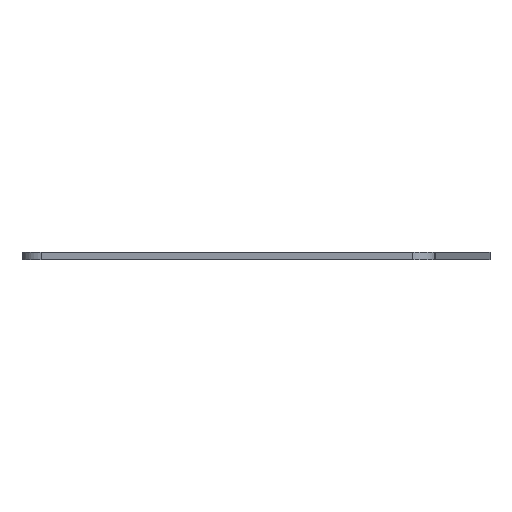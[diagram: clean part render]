
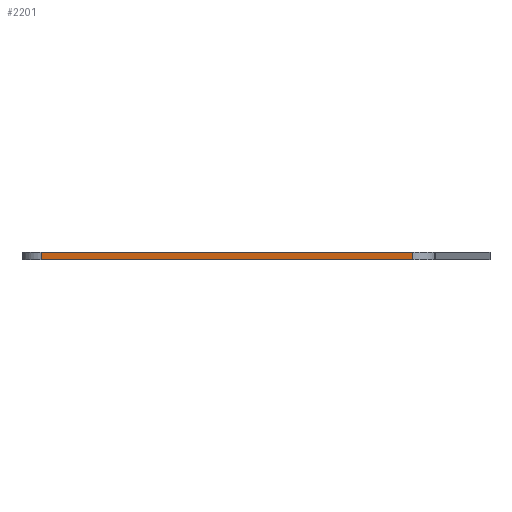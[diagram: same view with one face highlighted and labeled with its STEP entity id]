
A CAD part, left-side view. The second image highlights one B-rep face of the part: STEP entity #2201.
In plain terms, the highlighted planar face has unit normal (-0.99, 0.144, 0).
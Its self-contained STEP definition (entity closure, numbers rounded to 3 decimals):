
#83 = PLANE('',#84);
#84 = AXIS2_PLACEMENT_3D('',#85,#86,#87);
#85 = CARTESIAN_POINT('',(202.39,-162.629,1.6));
#86 = DIRECTION('',(-0.,-0.,-1.));
#87 = DIRECTION('',(-1.,0.,0.));
#137 = PLANE('',#138);
#138 = AXIS2_PLACEMENT_3D('',#139,#140,#141);
#139 = CARTESIAN_POINT('',(202.39,-162.629,0.));
#140 = DIRECTION('',(-0.,-0.,-1.));
#141 = DIRECTION('',(-1.,0.,0.));
#480 = VERTEX_POINT('',#481);
#481 = CARTESIAN_POINT('',(37.586,-198.421,0.));
#500 = CYLINDRICAL_SURFACE('',#501,5.);
#501 = AXIS2_PLACEMENT_3D('',#502,#503,#504);
#502 = CARTESIAN_POINT('',(42.586,-198.423,0.));
#503 = DIRECTION('',(-0.,-0.,-1.));
#504 = DIRECTION('',(1.,0.,-0.));
#512 = EDGE_CURVE('',#480,#513,#515,.T.);
#513 = VERTEX_POINT('',#514);
#514 = CARTESIAN_POINT('',(49.695,-115.518,0.));
#515 = SURFACE_CURVE('',#516,(#520,#527),.PCURVE_S1.);
#516 = LINE('',#517,#518);
#517 = CARTESIAN_POINT('',(37.586,-198.421,0.));
#518 = VECTOR('',#519,1.);
#519 = DIRECTION('',(0.145,0.989,0.));
#520 = PCURVE('',#137,#521);
#521 = DEFINITIONAL_REPRESENTATION('',(#522),#526);
#522 = LINE('',#523,#524);
#523 = CARTESIAN_POINT('',(164.804,-35.792));
#524 = VECTOR('',#525,1.);
#525 = DIRECTION('',(-0.145,0.989));
#526 = ( GEOMETRIC_REPRESENTATION_CONTEXT(2) 
PARAMETRIC_REPRESENTATION_CONTEXT() REPRESENTATION_CONTEXT('2D SPACE',''
  ) );
#527 = PCURVE('',#528,#533);
#528 = PLANE('',#529);
#529 = AXIS2_PLACEMENT_3D('',#530,#531,#532);
#530 = CARTESIAN_POINT('',(37.586,-198.421,0.));
#531 = DIRECTION('',(-0.989,0.145,0.));
#532 = DIRECTION('',(0.145,0.989,0.));
#533 = DEFINITIONAL_REPRESENTATION('',(#534),#538);
#534 = LINE('',#535,#536);
#535 = CARTESIAN_POINT('',(0.,0.));
#536 = VECTOR('',#537,1.);
#537 = DIRECTION('',(1.,0.));
#538 = ( GEOMETRIC_REPRESENTATION_CONTEXT(2) 
PARAMETRIC_REPRESENTATION_CONTEXT() REPRESENTATION_CONTEXT('2D SPACE',''
  ) );
#561 = CYLINDRICAL_SURFACE('',#562,5.);
#562 = AXIS2_PLACEMENT_3D('',#563,#564,#565);
#563 = CARTESIAN_POINT('',(54.637,-116.28,0.));
#564 = DIRECTION('',(-0.,-0.,-1.));
#565 = DIRECTION('',(1.,0.,-0.));
#1258 = VERTEX_POINT('',#1259);
#1259 = CARTESIAN_POINT('',(37.586,-198.421,1.6));
#1285 = EDGE_CURVE('',#1258,#1286,#1288,.T.);
#1286 = VERTEX_POINT('',#1287);
#1287 = CARTESIAN_POINT('',(49.695,-115.518,1.6));
#1288 = SURFACE_CURVE('',#1289,(#1293,#1300),.PCURVE_S1.);
#1289 = LINE('',#1290,#1291);
#1290 = CARTESIAN_POINT('',(37.586,-198.421,1.6));
#1291 = VECTOR('',#1292,1.);
#1292 = DIRECTION('',(0.145,0.989,0.));
#1293 = PCURVE('',#83,#1294);
#1294 = DEFINITIONAL_REPRESENTATION('',(#1295),#1299);
#1295 = LINE('',#1296,#1297);
#1296 = CARTESIAN_POINT('',(164.804,-35.792));
#1297 = VECTOR('',#1298,1.);
#1298 = DIRECTION('',(-0.145,0.989));
#1299 = ( GEOMETRIC_REPRESENTATION_CONTEXT(2) 
PARAMETRIC_REPRESENTATION_CONTEXT() REPRESENTATION_CONTEXT('2D SPACE',''
  ) );
#1300 = PCURVE('',#528,#1301);
#1301 = DEFINITIONAL_REPRESENTATION('',(#1302),#1306);
#1302 = LINE('',#1303,#1304);
#1303 = CARTESIAN_POINT('',(0.,-1.6));
#1304 = VECTOR('',#1305,1.);
#1305 = DIRECTION('',(1.,0.));
#1306 = ( GEOMETRIC_REPRESENTATION_CONTEXT(2) 
PARAMETRIC_REPRESENTATION_CONTEXT() REPRESENTATION_CONTEXT('2D SPACE',''
  ) );
#2151 = EDGE_CURVE('',#480,#1258,#2152,.T.);
#2152 = SURFACE_CURVE('',#2153,(#2157,#2164),.PCURVE_S1.);
#2153 = LINE('',#2154,#2155);
#2154 = CARTESIAN_POINT('',(37.586,-198.421,0.));
#2155 = VECTOR('',#2156,1.);
#2156 = DIRECTION('',(0.,0.,1.));
#2157 = PCURVE('',#500,#2158);
#2158 = DEFINITIONAL_REPRESENTATION('',(#2159),#2163);
#2159 = LINE('',#2160,#2161);
#2160 = CARTESIAN_POINT('',(-3.141,0.));
#2161 = VECTOR('',#2162,1.);
#2162 = DIRECTION('',(-0.,-1.));
#2163 = ( GEOMETRIC_REPRESENTATION_CONTEXT(2) 
PARAMETRIC_REPRESENTATION_CONTEXT() REPRESENTATION_CONTEXT('2D SPACE',''
  ) );
#2164 = PCURVE('',#528,#2165);
#2165 = DEFINITIONAL_REPRESENTATION('',(#2166),#2170);
#2166 = LINE('',#2167,#2168);
#2167 = CARTESIAN_POINT('',(0.,0.));
#2168 = VECTOR('',#2169,1.);
#2169 = DIRECTION('',(0.,-1.));
#2170 = ( GEOMETRIC_REPRESENTATION_CONTEXT(2) 
PARAMETRIC_REPRESENTATION_CONTEXT() REPRESENTATION_CONTEXT('2D SPACE',''
  ) );
#2201 = ADVANCED_FACE('',(#2202),#528,.T.);
#2202 = FACE_BOUND('',#2203,.T.);
#2203 = EDGE_LOOP('',(#2204,#2205,#2206,#2227));
#2204 = ORIENTED_EDGE('',*,*,#2151,.T.);
#2205 = ORIENTED_EDGE('',*,*,#1285,.T.);
#2206 = ORIENTED_EDGE('',*,*,#2207,.F.);
#2207 = EDGE_CURVE('',#513,#1286,#2208,.T.);
#2208 = SURFACE_CURVE('',#2209,(#2213,#2220),.PCURVE_S1.);
#2209 = LINE('',#2210,#2211);
#2210 = CARTESIAN_POINT('',(49.695,-115.518,0.));
#2211 = VECTOR('',#2212,1.);
#2212 = DIRECTION('',(0.,0.,1.));
#2213 = PCURVE('',#528,#2214);
#2214 = DEFINITIONAL_REPRESENTATION('',(#2215),#2219);
#2215 = LINE('',#2216,#2217);
#2216 = CARTESIAN_POINT('',(83.782,0.));
#2217 = VECTOR('',#2218,1.);
#2218 = DIRECTION('',(0.,-1.));
#2219 = ( GEOMETRIC_REPRESENTATION_CONTEXT(2) 
PARAMETRIC_REPRESENTATION_CONTEXT() REPRESENTATION_CONTEXT('2D SPACE',''
  ) );
#2220 = PCURVE('',#561,#2221);
#2221 = DEFINITIONAL_REPRESENTATION('',(#2222),#2226);
#2222 = LINE('',#2223,#2224);
#2223 = CARTESIAN_POINT('',(-2.989,0.));
#2224 = VECTOR('',#2225,1.);
#2225 = DIRECTION('',(-0.,-1.));
#2226 = ( GEOMETRIC_REPRESENTATION_CONTEXT(2) 
PARAMETRIC_REPRESENTATION_CONTEXT() REPRESENTATION_CONTEXT('2D SPACE',''
  ) );
#2227 = ORIENTED_EDGE('',*,*,#512,.F.);
